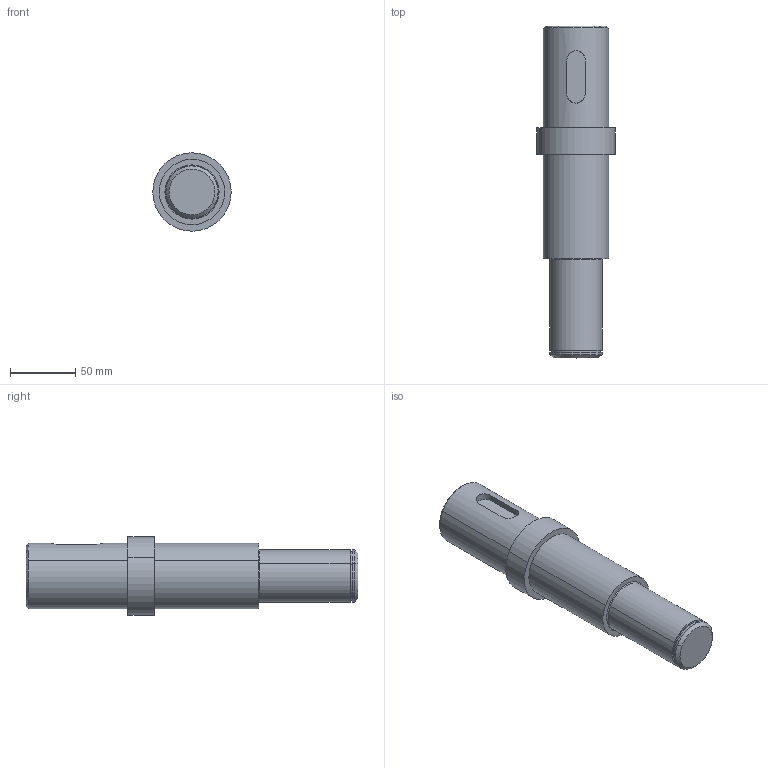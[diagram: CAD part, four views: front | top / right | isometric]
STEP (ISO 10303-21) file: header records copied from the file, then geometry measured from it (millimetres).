
FILE_DESCRIPTION(('CATIA V5 STEP Exchange'),'2;1');
FILE_NAME('Arbore_sustinere.stp','2024-03-02T21:21:00+00:00',('none'),('none'),'CATIA Version 5 Release 21 GA (IN-10)','CATIA V5 STEP AP203','none');
FILE_SCHEMA(('CONFIG_CONTROL_DESIGN'));
Length unit declared in the file: millimetre
Products named in the file (1): Arbore_sustinere
Bounding box: 59.98 x 254 x 59.98 mm (x, y, z)
Volume: 457707 mm3; surface area: 44766.4 mm2
Topology: 1 solids, 1 shells, 36 faces, 74 edges, 45 vertices
Faces by surface type: cylinder 16, plane 10, cone 8, torus 2
Entity records: 919 total; most frequent: CARTESIAN_POINT 172, ORIENTED_EDGE 144, DIRECTION 122, EDGE_CURVE 72, AXIS2_PLACEMENT_3D 67, VERTEX_POINT 45, EDGE_LOOP 43, CIRCLE 40
